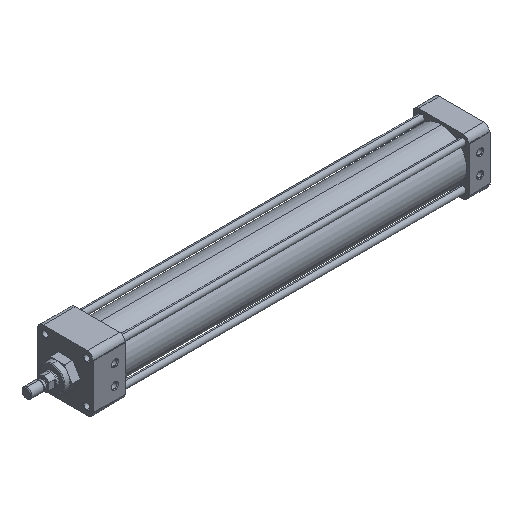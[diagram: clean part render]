
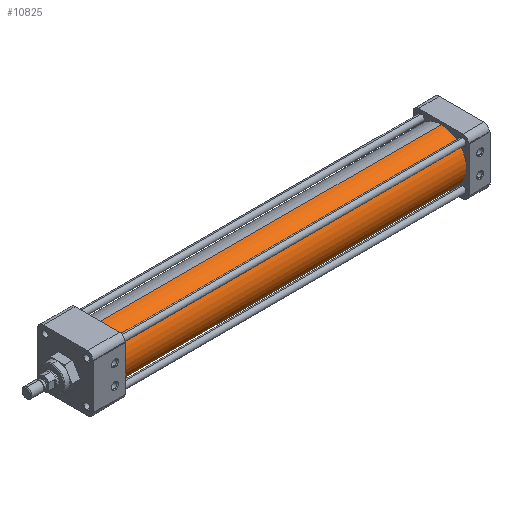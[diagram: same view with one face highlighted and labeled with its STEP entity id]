
A CAD part, isometric view. The second image highlights one B-rep face of the part: STEP entity #10825.
In plain terms, the highlighted cylindrical face has radius 28.575 mm (diameter 57.15 mm), a partial arc.
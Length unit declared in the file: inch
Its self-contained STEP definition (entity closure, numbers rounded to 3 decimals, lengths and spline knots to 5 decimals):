
#16 = LINE ( 'NONE', #11256, #2278 ) ;
#233 = ORIENTED_EDGE ( 'NONE', *, *, #11993, .T. ) ;
#754 = FACE_OUTER_BOUND ( 'NONE', #13196, .T. ) ;
#1112 = EDGE_CURVE ( 'NONE', #5088, #14109, #12825, .T. ) ;
#1602 = EDGE_CURVE ( 'NONE', #10693, #5834, #16, .T. ) ;
#1933 = CARTESIAN_POINT ( 'NONE',  ( 16.701, 0., 0. ) ) ;
#2092 = ORIENTED_EDGE ( 'NONE', *, *, #1602, .T. ) ;
#2278 = VECTOR ( 'NONE', #2292, 39.37008 ) ;
#2292 = DIRECTION ( 'NONE',  ( 1., 0., 0. ) ) ;
#2531 = CARTESIAN_POINT ( 'NONE',  ( 16.701, 0., -1.125 ) ) ;
#3048 = CARTESIAN_POINT ( 'NONE',  ( 16.701, 0., 1.125 ) ) ;
#3181 = ORIENTED_EDGE ( 'NONE', *, *, #1112, .F. ) ;
#3486 = EDGE_CURVE ( 'NONE', #5088, #10693, #4503, .T. ) ;
#4276 = VECTOR ( 'NONE', #5964, 39.37008 ) ;
#4503 = CIRCLE ( 'NONE', #7606, 1.125 ) ;
#5088 = VERTEX_POINT ( 'NONE', #8913 ) ;
#5255 = DIRECTION ( 'NONE',  ( 1., 0., 0. ) ) ;
#5834 = VERTEX_POINT ( 'NONE', #2531 ) ;
#5964 = DIRECTION ( 'NONE',  ( 1., 0., 0. ) ) ;
#6082 = CARTESIAN_POINT ( 'NONE',  ( 1.42, 0., 0. ) ) ;
#6411 = CARTESIAN_POINT ( 'NONE',  ( 16.701, 0., 0. ) ) ;
#7204 = DIRECTION ( 'NONE',  ( 0., 0., -1. ) ) ;
#7542 = DIRECTION ( 'NONE',  ( 0., 0., -1. ) ) ;
#7606 = AXIS2_PLACEMENT_3D ( 'NONE', #6082, #13810, #7204 ) ;
#8913 = CARTESIAN_POINT ( 'NONE',  ( 1.42, 0., 1.125 ) ) ;
#10676 = AXIS2_PLACEMENT_3D ( 'NONE', #6411, #14139, #7542 ) ;
#10693 = VERTEX_POINT ( 'NONE', #12813 ) ;
#10825 = ADVANCED_FACE ( 'NONE', ( #754 ), #13833, .T. ) ;
#11256 = CARTESIAN_POINT ( 'NONE',  ( 16.701, 0., -1.125 ) ) ;
#11291 = ORIENTED_EDGE ( 'NONE', *, *, #3486, .T. ) ;
#11313 = CIRCLE ( 'NONE', #10676, 1.125 ) ;
#11993 = EDGE_CURVE ( 'NONE', #5834, #14109, #11313, .T. ) ;
#12600 = CARTESIAN_POINT ( 'NONE',  ( 16.701, 0., 1.125 ) ) ;
#12813 = CARTESIAN_POINT ( 'NONE',  ( 1.42, 0., -1.125 ) ) ;
#12825 = LINE ( 'NONE', #12600, #4276 ) ;
#13022 = AXIS2_PLACEMENT_3D ( 'NONE', #1933, #5255, #14184 ) ;
#13196 = EDGE_LOOP ( 'NONE', ( #3181, #11291, #2092, #233 ) ) ;
#13810 = DIRECTION ( 'NONE',  ( 1., 0., 0. ) ) ;
#13833 = CYLINDRICAL_SURFACE ( 'NONE', #13022, 1.125 ) ;
#14109 = VERTEX_POINT ( 'NONE', #3048 ) ;
#14139 = DIRECTION ( 'NONE',  ( -1., 0., 0. ) ) ;
#14184 = DIRECTION ( 'NONE',  ( 0., 0., -1. ) ) ;
